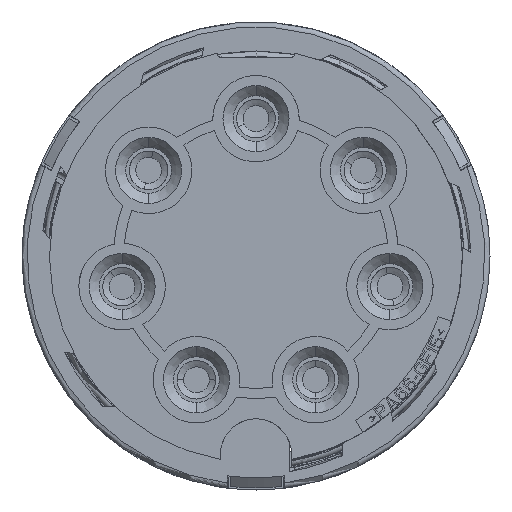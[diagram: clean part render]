
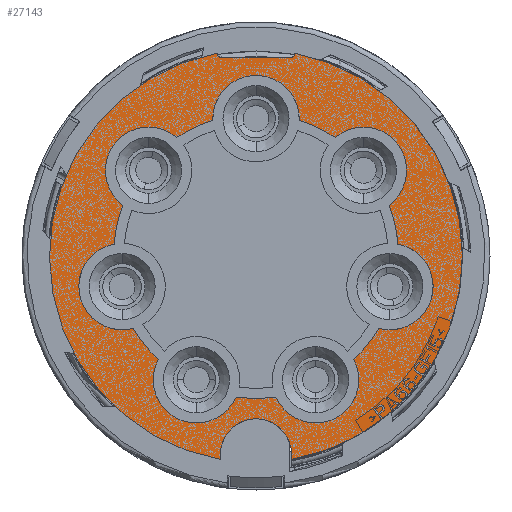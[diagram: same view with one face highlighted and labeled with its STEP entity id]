
A CAD part, front view. The second image highlights one B-rep face of the part: STEP entity #27143.
In plain terms, the highlighted planar face has unit normal (0, -1, 0).
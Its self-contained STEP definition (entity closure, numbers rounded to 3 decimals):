
#76=CARTESIAN_POINT('',(-5.857,0.2,-12.163));
#77=DIRECTION('',(0.,1.,0.));
#78=DIRECTION('',(0.917,0.,-0.4));
#79=AXIS2_PLACEMENT_3D('',#76,#77,#78);
#112=CARTESIAN_POINT('',(0.,0.2,-19.5));
#113=DIRECTION('',(0.,1.,0.));
#114=DIRECTION('',(-0.99,0.,-0.144));
#115=AXIS2_PLACEMENT_3D('',#112,#113,#114);
#117=CARTESIAN_POINT('',(0.,0.2,0.));
#118=DIRECTION('',(0.,-1.,0.));
#119=DIRECTION('',(-0.187,0.,0.982));
#120=AXIS2_PLACEMENT_3D('',#117,#118,#119);
#122=DIRECTION('',(0.,0.,1.));
#123=VECTOR('',#122,0.091);
#124=CARTESIAN_POINT('',(-3.8,0.2,19.85));
#125=LINE('',#124,#123);
#126=CARTESIAN_POINT('',(-3.5,0.2,19.85));
#127=DIRECTION('',(0.,1.,0.));
#128=DIRECTION('',(0.,0.,-1.));
#129=AXIS2_PLACEMENT_3D('',#126,#127,#128);
#131=DIRECTION('',(-1.,0.,0.));
#132=VECTOR('',#131,7.);
#133=CARTESIAN_POINT('',(3.5,0.2,19.55));
#134=LINE('',#133,#132);
#135=CARTESIAN_POINT('',(3.5,0.2,19.85));
#136=DIRECTION('',(0.,1.,0.));
#137=DIRECTION('',(1.,0.,0.));
#138=AXIS2_PLACEMENT_3D('',#135,#136,#137);
#140=DIRECTION('',(0.,0.,-1.));
#141=VECTOR('',#140,0.091);
#142=CARTESIAN_POINT('',(3.8,0.2,19.941));
#143=LINE('',#142,#141);
#144=CARTESIAN_POINT('',(0.,0.2,0.));
#145=DIRECTION('',(0.,-1.,0.));
#146=DIRECTION('',(0.171,0.,-0.985));
#147=AXIS2_PLACEMENT_3D('',#144,#145,#146);
#472=CARTESIAN_POINT('',(0.,0.2,13.5));
#473=DIRECTION('',(0.,1.,0.));
#474=DIRECTION('',(-0.999,0.,-0.038));
#475=AXIS2_PLACEMENT_3D('',#472,#473,#474);
#508=CARTESIAN_POINT('',(0.,0.2,0.));
#509=DIRECTION('',(0.,-1.,0.));
#510=DIRECTION('',(0.556,0.,0.831));
#511=AXIS2_PLACEMENT_3D('',#508,#509,#510);
#526=CARTESIAN_POINT('',(10.555,0.2,8.417));
#527=DIRECTION('',(0.,1.,0.));
#528=DIRECTION('',(-0.652,0.,0.758));
#529=AXIS2_PLACEMENT_3D('',#526,#527,#528);
#562=CARTESIAN_POINT('',(0.,0.2,0.));
#563=DIRECTION('',(0.,-1.,0.));
#564=DIRECTION('',(0.996,0.,0.084));
#565=AXIS2_PLACEMENT_3D('',#562,#563,#564);
#580=CARTESIAN_POINT('',(13.161,0.2,-3.004));
#581=DIRECTION('',(0.,1.,0.));
#582=DIRECTION('',(0.186,0.,0.983));
#583=AXIS2_PLACEMENT_3D('',#580,#581,#582);
#616=CARTESIAN_POINT('',(0.,0.2,0.));
#617=DIRECTION('',(0.,-1.,0.));
#618=DIRECTION('',(0.687,0.,-0.727));
#619=AXIS2_PLACEMENT_3D('',#616,#617,#618);
#634=CARTESIAN_POINT('',(5.857,0.2,-12.163));
#635=DIRECTION('',(0.,1.,0.));
#636=DIRECTION('',(0.884,0.,0.467));
#637=AXIS2_PLACEMENT_3D('',#634,#635,#636);
#670=CARTESIAN_POINT('',(0.,0.2,0.));
#671=DIRECTION('',(0.,-1.,0.));
#672=DIRECTION('',(-0.14,0.,-0.99));
#673=AXIS2_PLACEMENT_3D('',#670,#671,#672);
#15153=CARTESIAN_POINT('',(0.,0.2,0.));
#15154=DIRECTION('',(0.,-1.,0.));
#15155=DIRECTION('',(-0.303,0.,0.953));
#15156=AXIS2_PLACEMENT_3D('',#15153,#15154,#15155);
#15171=CARTESIAN_POINT('',(-10.555,0.2,8.417));
#15172=DIRECTION('',(0.,1.,0.));
#15173=DIRECTION('',(-0.594,0.,-0.805));
#15174=AXIS2_PLACEMENT_3D('',#15171,#15172,#15173);
#15207=CARTESIAN_POINT('',(0.,0.2,0.));
#15208=DIRECTION('',(0.,-1.,0.));
#15209=DIRECTION('',(-0.934,0.,0.357));
#15210=AXIS2_PLACEMENT_3D('',#15207,#15208,#15209);
#15225=CARTESIAN_POINT('',(-13.161,0.2,-3.004));
#15226=DIRECTION('',(0.,1.,0.));
#15227=DIRECTION('',(0.259,0.,-0.966));
#15228=AXIS2_PLACEMENT_3D('',#15225,#15226,#15227);
#15261=CARTESIAN_POINT('',(0.,0.2,0.));
#15262=DIRECTION('',(0.,-1.,0.));
#15263=DIRECTION('',(-0.861,0.,-0.508));
#15264=AXIS2_PLACEMENT_3D('',#15261,#15262,#15263);
#26244=CARTESIAN_POINT('',(3.8,0.2,19.941));
#26245=CARTESIAN_POINT('',(3.8,0.2,19.85));
#26246=VERTEX_POINT('',#26244);
#26247=VERTEX_POINT('',#26245);
#26248=CARTESIAN_POINT('',(3.5,0.2,19.55));
#26249=VERTEX_POINT('',#26248);
#26250=CARTESIAN_POINT('',(-3.5,0.2,19.55));
#26251=VERTEX_POINT('',#26250);
#26252=CARTESIAN_POINT('',(-3.8,0.2,19.85));
#26253=VERTEX_POINT('',#26252);
#26254=CARTESIAN_POINT('',(-3.8,0.2,19.941));
#26255=VERTEX_POINT('',#26254);
#26256=CARTESIAN_POINT('',(-3.464,0.2,-20.002));
#26257=VERTEX_POINT('',#26256);
#26258=CARTESIAN_POINT('',(3.464,0.2,-20.002));
#26259=VERTEX_POINT('',#26258);
#26276=CARTESIAN_POINT('',(7.782,0.2,11.638));
#26277=CARTESIAN_POINT('',(13.078,0.2,4.997));
#26278=VERTEX_POINT('',#26276);
#26279=VERTEX_POINT('',#26277);
#26280=CARTESIAN_POINT('',(13.951,0.2,1.172));
#26281=CARTESIAN_POINT('',(12.061,0.2,-7.109));
#26282=VERTEX_POINT('',#26280);
#26283=VERTEX_POINT('',#26281);
#26284=CARTESIAN_POINT('',(9.614,0.2,-10.177));
#26285=CARTESIAN_POINT('',(1.961,0.2,-13.862));
#26286=VERTEX_POINT('',#26284);
#26287=VERTEX_POINT('',#26285);
#26288=CARTESIAN_POINT('',(-12.061,0.2,-7.109));
#26289=CARTESIAN_POINT('',(-9.614,0.2,-10.177));
#26290=VERTEX_POINT('',#26288);
#26291=VERTEX_POINT('',#26289);
#26292=CARTESIAN_POINT('',(-4.247,0.2,13.34));
#26293=CARTESIAN_POINT('',(4.247,0.2,13.34));
#26294=VERTEX_POINT('',#26292);
#26295=VERTEX_POINT('',#26293);
#26296=CARTESIAN_POINT('',(-13.078,0.2,4.997));
#26297=CARTESIAN_POINT('',(-7.782,0.2,11.638));
#26298=VERTEX_POINT('',#26296);
#26299=VERTEX_POINT('',#26297);
#26300=CARTESIAN_POINT('',(-13.951,0.2,1.172));
#26301=VERTEX_POINT('',#26300);
#26302=CARTESIAN_POINT('',(-1.961,0.2,-13.862));
#26303=VERTEX_POINT('',#26302);
#27091=CARTESIAN_POINT('',(0.,0.2,0.));
#27092=DIRECTION('',(0.,-1.,0.));
#27093=DIRECTION('',(-1.,0.,0.));
#27094=AXIS2_PLACEMENT_3D('',#27091,#27092,#27093);
#27095=PLANE('',#27094);
#27097=ORIENTED_EDGE('',*,*,#27096,.F.);
#27099=ORIENTED_EDGE('',*,*,#27098,.F.);
#27101=ORIENTED_EDGE('',*,*,#27100,.F.);
#27103=ORIENTED_EDGE('',*,*,#27102,.F.);
#27105=ORIENTED_EDGE('',*,*,#27104,.F.);
#27107=ORIENTED_EDGE('',*,*,#27106,.F.);
#27109=ORIENTED_EDGE('',*,*,#27108,.F.);
#27111=ORIENTED_EDGE('',*,*,#27110,.F.);
#27112=EDGE_LOOP('',(#27097,#27099,#27101,#27103,#27105,#27107,#27109,#27111));
#27113=FACE_OUTER_BOUND('',#27112,.F.);
#27115=ORIENTED_EDGE('',*,*,#27114,.F.);
#27117=ORIENTED_EDGE('',*,*,#27116,.T.);
#27119=ORIENTED_EDGE('',*,*,#27118,.F.);
#27121=ORIENTED_EDGE('',*,*,#27120,.T.);
#27123=ORIENTED_EDGE('',*,*,#27122,.F.);
#27125=ORIENTED_EDGE('',*,*,#27124,.T.);
#27127=ORIENTED_EDGE('',*,*,#27126,.F.);
#27129=ORIENTED_EDGE('',*,*,#27128,.T.);
#27130=ORIENTED_EDGE('',*,*,#27049,.F.);
#27132=ORIENTED_EDGE('',*,*,#27131,.T.);
#27134=ORIENTED_EDGE('',*,*,#27133,.F.);
#27136=ORIENTED_EDGE('',*,*,#27135,.T.);
#27138=ORIENTED_EDGE('',*,*,#27137,.F.);
#27140=ORIENTED_EDGE('',*,*,#27139,.T.);
#27141=EDGE_LOOP('',(#27115,#27117,#27119,#27121,#27123,#27125,#27127,#27129,
#27130,#27132,#27134,#27136,#27138,#27140));
#27142=FACE_BOUND('',#27141,.F.);
#27143=ADVANCED_FACE('',(#27113,#27142),#27095,.T.);
#80=CIRCLE('',#79,4.25);
#116=CIRCLE('',#115,3.5);
#121=CIRCLE('',#120,20.3);
#130=CIRCLE('',#129,0.3);
#139=CIRCLE('',#138,0.3);
#148=CIRCLE('',#147,20.3);
#476=CIRCLE('',#475,4.25);
#512=CIRCLE('',#511,14.);
#530=CIRCLE('',#529,4.25);
#566=CIRCLE('',#565,14.);
#584=CIRCLE('',#583,4.25);
#620=CIRCLE('',#619,14.);
#638=CIRCLE('',#637,4.25);
#674=CIRCLE('',#673,14.);
#15157=CIRCLE('',#15156,14.);
#15175=CIRCLE('',#15174,4.25);
#15211=CIRCLE('',#15210,14.);
#15229=CIRCLE('',#15228,4.25);
#15265=CIRCLE('',#15264,14.);
#27049=EDGE_CURVE('',#26303,#26291,#80,.T.);
#27096=EDGE_CURVE('',#26259,#26246,#148,.T.);
#27098=EDGE_CURVE('',#26257,#26259,#116,.T.);
#27100=EDGE_CURVE('',#26255,#26257,#121,.T.);
#27102=EDGE_CURVE('',#26253,#26255,#125,.T.);
#27104=EDGE_CURVE('',#26251,#26253,#130,.T.);
#27106=EDGE_CURVE('',#26249,#26251,#134,.T.);
#27108=EDGE_CURVE('',#26247,#26249,#139,.T.);
#27110=EDGE_CURVE('',#26246,#26247,#143,.T.);
#27114=EDGE_CURVE('',#26278,#26279,#530,.T.);
#27116=EDGE_CURVE('',#26278,#26295,#512,.T.);
#27118=EDGE_CURVE('',#26294,#26295,#476,.T.);
#27120=EDGE_CURVE('',#26294,#26299,#15157,.T.);
#27122=EDGE_CURVE('',#26298,#26299,#15175,.T.);
#27124=EDGE_CURVE('',#26298,#26301,#15211,.T.);
#27126=EDGE_CURVE('',#26290,#26301,#15229,.T.);
#27128=EDGE_CURVE('',#26290,#26291,#15265,.T.);
#27131=EDGE_CURVE('',#26303,#26287,#674,.T.);
#27133=EDGE_CURVE('',#26286,#26287,#638,.T.);
#27135=EDGE_CURVE('',#26286,#26283,#620,.T.);
#27137=EDGE_CURVE('',#26282,#26283,#584,.T.);
#27139=EDGE_CURVE('',#26282,#26279,#566,.T.);
